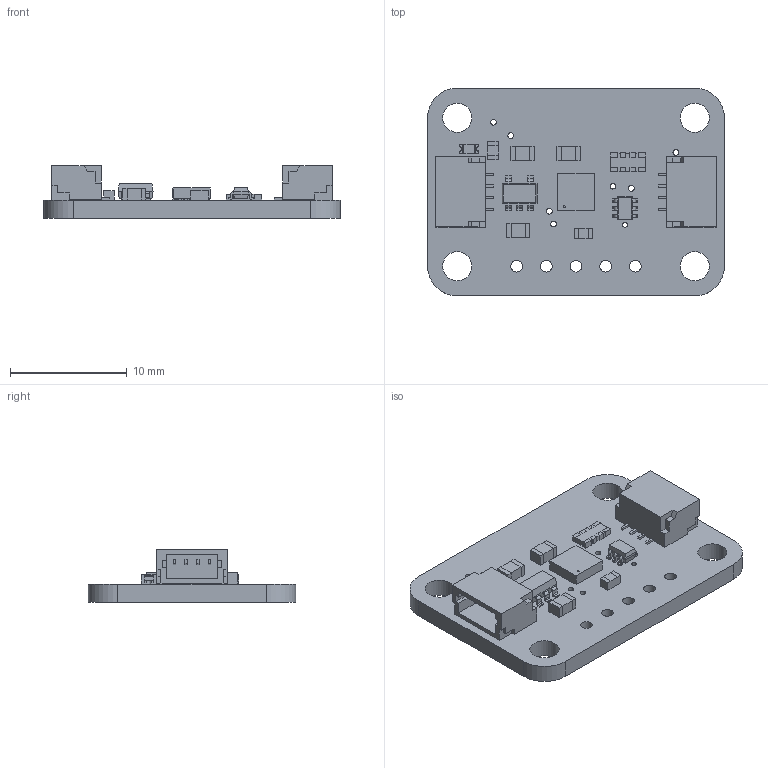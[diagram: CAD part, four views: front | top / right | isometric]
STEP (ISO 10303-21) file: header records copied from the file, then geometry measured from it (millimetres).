
FILE_DESCRIPTION(/* description */ (''),/* implementation_level */ '2;1');
FILE_NAME(/* name */ 'PCB Component.step',/* time_stamp */ '2025-08-15T14:44:23-04:00',/* author */ (''),/* organization */ (''),/* preprocessor_version */ 'ST-DEVELOPER v20.1',/* originating_system */ 'Autodesk Translation Framework v14.10.0.0',/* authorisation */ '');
FILE_SCHEMA (('AUTOMOTIVE_DESIGN { 1 0 10303 214 3 1 1 }'));
Length unit declared in the file: millimetre
Products named in the file (10): PCB Component; Board; 10uF; AP2127K-3.3; 10K; 10K Pack; BSS138; STEMMA_I2C_QT; GREEN; QMC5883P
Assembly tree (13 placements, depth 2):
  PCB Component
    Board
    10uF  x3
    AP2127K-3.3
    10K  x2
    10K Pack
    BSS138
    STEMMA_I2C_QT  x2
    GREEN
    QMC5883P
Bounding box: 25.4 x 17.78 x 4.53 mm (x, y, z)
Volume: 778.5 mm3; surface area: 1555.1 mm2
Topology: 34 solids, 34 shells, 684 faces, 1768 edges, 1162 vertices
Faces by surface type: plane 604, cylinder 76, bspline 4
Full cylindrical faces by diameter (mm): 0.157 x1, 0.4 x1, 0.483 x5, 0.5 x8, 1 x5, 2.5 x4
Entity records: 17518 total; most frequent: CARTESIAN_POINT 2988, ORIENTED_EDGE 2832, DIRECTION 2720, EDGE_CURVE 1416, LINE 1256, VECTOR 1256, VERTEX_POINT 928, AXIS2_PLACEMENT_3D 732
